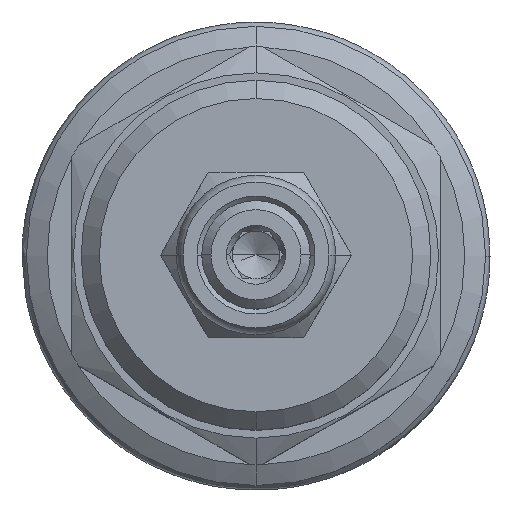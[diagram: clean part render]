
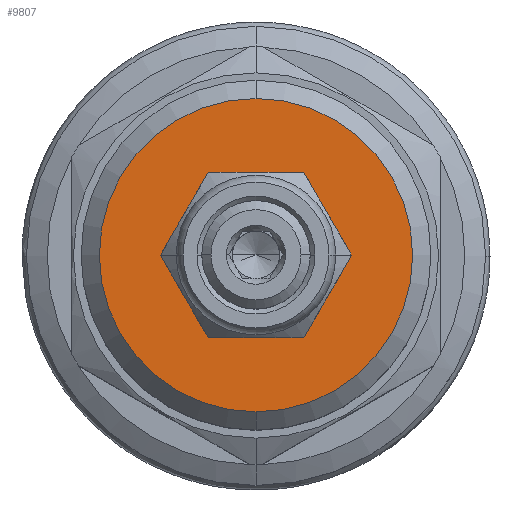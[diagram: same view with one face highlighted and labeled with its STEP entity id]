
A CAD part, top view. The second image highlights one B-rep face of the part: STEP entity #9807.
In plain terms, the highlighted planar face has unit normal (0, 0, 1).
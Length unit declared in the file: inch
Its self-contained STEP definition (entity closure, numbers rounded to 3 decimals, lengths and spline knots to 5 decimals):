
#7200=CARTESIAN_POINT('',(0.,0.,4.282));
#7201=DIRECTION('',(0.,0.,1.));
#7202=DIRECTION('',(-1.,0.,0.));
#7203=AXIS2_PLACEMENT_3D('',#7200,#7201,#7202);
#7205=CARTESIAN_POINT('',(0.,0.,4.282));
#7206=DIRECTION('',(0.,0.,1.));
#7207=DIRECTION('',(1.,0.,0.));
#7208=AXIS2_PLACEMENT_3D('',#7205,#7206,#7207);
#7210=CARTESIAN_POINT('',(0.,0.,4.282));
#7211=DIRECTION('',(0.,0.,1.));
#7212=DIRECTION('',(0.,-1.,0.));
#7213=AXIS2_PLACEMENT_3D('',#7210,#7211,#7212);
#7228=CARTESIAN_POINT('',(0.,0.,4.282));
#7229=DIRECTION('',(0.,0.,1.));
#7230=DIRECTION('',(0.,1.,0.));
#7231=AXIS2_PLACEMENT_3D('',#7228,#7229,#7230);
#8525=CARTESIAN_POINT('',(0.,0.532,4.282));
#8526=CARTESIAN_POINT('',(0.,-0.532,4.282));
#8527=VERTEX_POINT('',#8525);
#8528=VERTEX_POINT('',#8526);
#8772=CARTESIAN_POINT('',(-0.271,0.,4.282));
#8773=CARTESIAN_POINT('',(0.271,0.,4.282));
#8774=VERTEX_POINT('',#8772);
#8775=VERTEX_POINT('',#8773);
#9791=CARTESIAN_POINT('',(0.,0.,4.282));
#9792=DIRECTION('',(0.,0.,1.));
#9793=DIRECTION('',(0.,1.,0.));
#9794=AXIS2_PLACEMENT_3D('',#9791,#9792,#9793);
#9795=PLANE('',#9794);
#9797=ORIENTED_EDGE('',*,*,#9796,.F.);
#9799=ORIENTED_EDGE('',*,*,#9798,.F.);
#9800=EDGE_LOOP('',(#9797,#9799));
#9801=FACE_OUTER_BOUND('',#9800,.F.);
#9802=ORIENTED_EDGE('',*,*,#9781,.T.);
#9804=ORIENTED_EDGE('',*,*,#9803,.T.);
#9805=EDGE_LOOP('',(#9802,#9804));
#9806=FACE_BOUND('',#9805,.F.);
#9807=ADVANCED_FACE('',(#9801,#9806),#9795,.T.);
#7204=CIRCLE('',#7203,0.271);
#7209=CIRCLE('',#7208,0.271);
#7214=CIRCLE('',#7213,0.532);
#7232=CIRCLE('',#7231,0.532);
#9781=EDGE_CURVE('',#8774,#8775,#7204,.T.);
#9796=EDGE_CURVE('',#8528,#8527,#7214,.T.);
#9798=EDGE_CURVE('',#8527,#8528,#7232,.T.);
#9803=EDGE_CURVE('',#8775,#8774,#7209,.T.);
